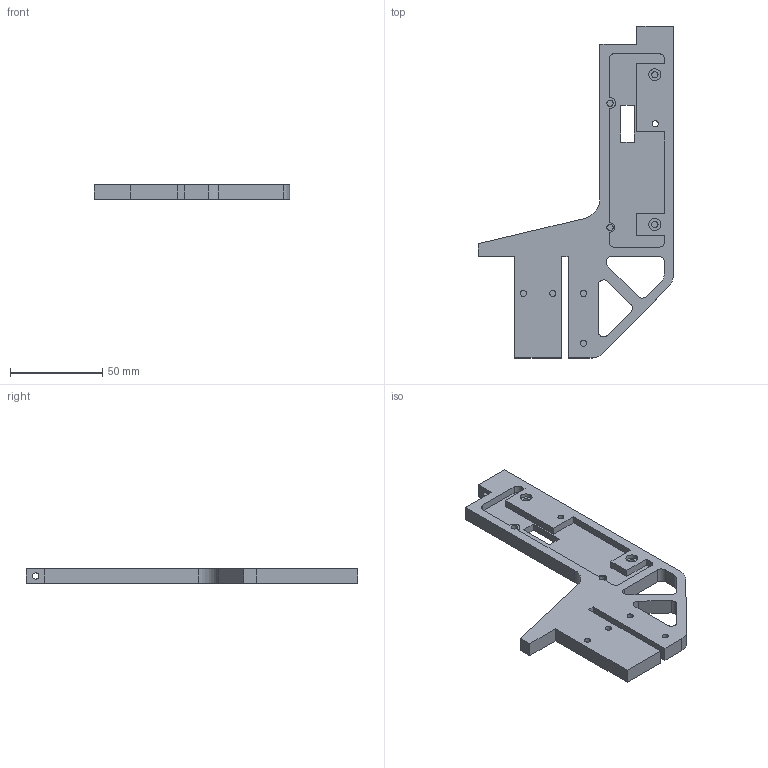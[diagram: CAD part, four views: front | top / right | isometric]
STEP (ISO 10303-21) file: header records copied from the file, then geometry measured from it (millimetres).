
FILE_DESCRIPTION (( 'STEP AP203' ), '1' );
FILE_NAME ('vertical truss-left front lower-1 (Default).STEP', '2021-11-19T20:30:44', ( '' ), ( '' ), 'SwSTEP 2.0', 'SolidWorks 2020', '' );
FILE_SCHEMA (( 'CONFIG_CONTROL_DESIGN' ));
Length unit declared in the file: millimetre
Products named in the file (1): vertical truss-left front lower-1 (Default)
Bounding box: 105.92 x 180 x 8 mm (x, y, z)
Volume: 56172.6 mm3; surface area: 26629.2 mm2
Topology: 1 solids, 1 shells, 125 faces, 309 edges, 206 vertices
Faces by surface type: plane 70, cylinder 55
Entity records: 3830 total; most frequent: DIRECTION 671, CARTESIAN_POINT 641, ORIENTED_EDGE 618, EDGE_CURVE 309, AXIS2_PLACEMENT_3D 236, VERTEX_POINT 206, LINE 199, VECTOR 199
